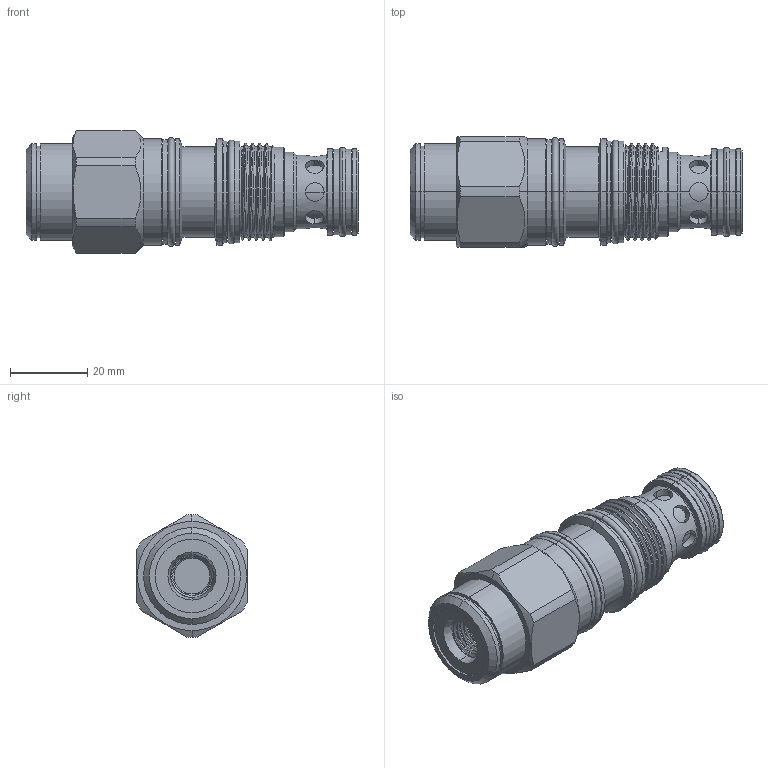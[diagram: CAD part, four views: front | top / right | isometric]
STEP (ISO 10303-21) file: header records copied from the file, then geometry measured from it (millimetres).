
FILE_DESCRIPTION (( 'STEP AP203' ), '1' );
FILE_NAME ('LB2A3S-S04.STEP', '2020-04-08T07:35:06', ( '' ), ( '' ), 'SwSTEP 2.0', 'SolidWorks 2018', '' );
FILE_SCHEMA (( 'CONFIG_CONTROL_DESIGN' ));
Length unit declared in the file: millimetre
Products named in the file (1): LB2A3S-S04
Bounding box: 85.7 x 28.57 x 31.6 mm (x, y, z)
Volume: 40511.2 mm3; surface area: 12339.5 mm2
Topology: 3 solids, 3 shells, 220 faces, 501 edges, 312 vertices
Faces by surface type: cylinder 130, plane 34, cone 33, torus 18, bspline 5
Entity records: 9476 total; most frequent: CARTESIAN_POINT 4620, DIRECTION 1004, ORIENTED_EDGE 1002, EDGE_CURVE 501, AXIS2_PLACEMENT_3D 421, VERTEX_POINT 312, EDGE_LOOP 249, ADVANCED_FACE 220
